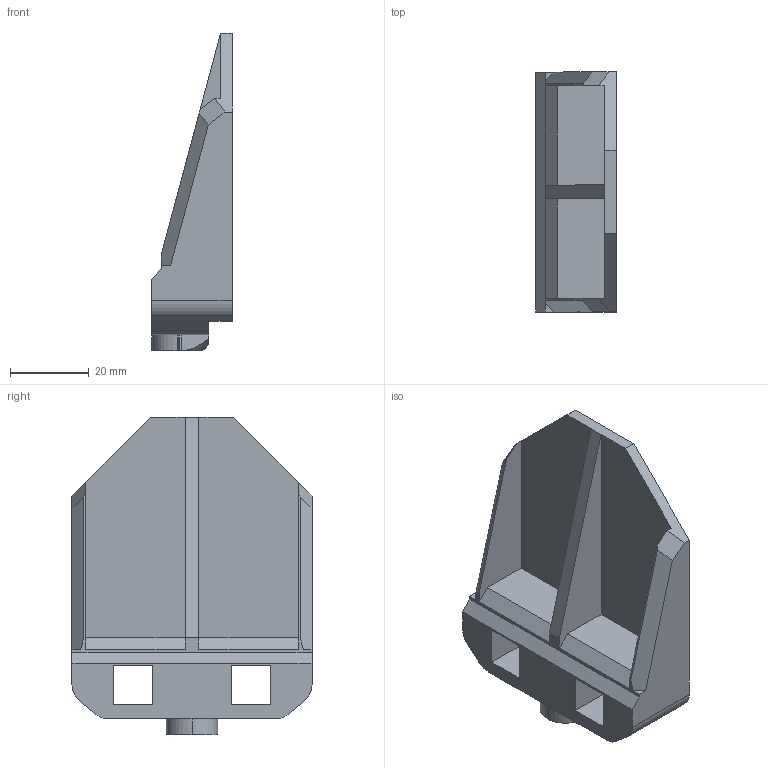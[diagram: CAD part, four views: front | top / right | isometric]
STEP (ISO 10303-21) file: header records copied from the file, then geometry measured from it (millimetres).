
FILE_DESCRIPTION (( 'STEP AP203' ), '1' );
FILE_NAME ('Carriage-DualRail-VX-ABS.step_Default_sldprt.STEP', '2022-02-08T19:00:34', ( '' ), ( '' ), 'SwSTEP 2.0', 'SolidWorks 2018', '' );
FILE_SCHEMA (( 'CONFIG_CONTROL_DESIGN' ));
Length unit declared in the file: inch
Products named in the file (1): Carriage-DualRail-VX-ABS.step_Default_sldprt
Bounding box: 20.5 x 61 x 80.63 mm (x, y, z)
Volume: 30669.8 mm3; surface area: 14878 mm2
Topology: 1 solids, 3 shells, 81 faces, 229 edges, 151 vertices
Faces by surface type: plane 63, cylinder 16, cone 2
Entity records: 2692 total; most frequent: CARTESIAN_POINT 496, ORIENTED_EDGE 462, DIRECTION 413, EDGE_CURVE 231, LINE 189, VECTOR 189, VERTEX_POINT 151, AXIS2_PLACEMENT_3D 112
